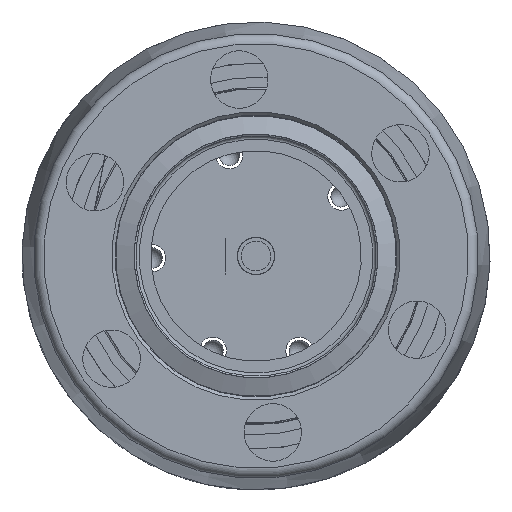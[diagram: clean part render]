
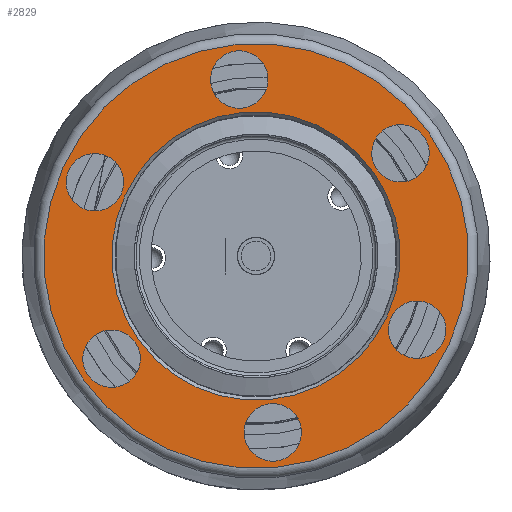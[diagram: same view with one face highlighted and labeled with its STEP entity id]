
A CAD part, front view. The second image highlights one B-rep face of the part: STEP entity #2829.
In plain terms, the highlighted planar face has unit normal (0, -1, 0).
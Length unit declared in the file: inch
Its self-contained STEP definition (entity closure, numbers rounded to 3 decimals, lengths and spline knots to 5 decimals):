
#51 = EDGE_LOOP ( 'NONE', ( #1630 ) ) ;
#70 = EDGE_LOOP ( 'NONE', ( #2178 ) ) ;
#77 = EDGE_LOOP ( 'NONE', ( #4046 ) ) ;
#113 = EDGE_LOOP ( 'NONE', ( #3322 ) ) ;
#126 = EDGE_LOOP ( 'NONE', ( #2747 ) ) ;
#176 = EDGE_LOOP ( 'NONE', ( #3091 ) ) ;
#269 = EDGE_LOOP ( 'NONE', ( #4022 ) ) ;
#310 = CARTESIAN_POINT ( 'NONE',  ( 0.98773, -0.48042, 0.31833 ) ) ;
#505 = FACE_BOUND ( 'NONE', #113, .T. ) ;
#654 = FACE_BOUND ( 'NONE', #5821, .T. ) ;
#733 = DIRECTION ( 'NONE',  ( 0.416, 0., 0.909 ) ) ;
#783 = CARTESIAN_POINT ( 'NONE',  ( 1.46968, -0.48042, 0.0978 ) ) ;
#796 = CIRCLE ( 'NONE', #1947, 0.086 ) ;
#1143 = DIRECTION ( 'NONE',  ( 0., -1., 0. ) ) ;
#1151 = VERTEX_POINT ( 'NONE', #2486 ) ;
#1222 = DIRECTION ( 'NONE',  ( 0.416, 0., 0.909 ) ) ;
#1630 = ORIENTED_EDGE ( 'NONE', *, *, #4717, .T. ) ;
#1661 = CARTESIAN_POINT ( 'NONE',  ( 1.51966, -0.48042, -0.42984 ) ) ;
#1783 = FACE_BOUND ( 'NONE', #70, .T. ) ;
#1816 = CIRCLE ( 'NONE', #1916, 0.635 ) ;
#1916 = AXIS2_PLACEMENT_3D ( 'NONE', #5275, #2361, #5606 ) ;
#1918 = AXIS2_PLACEMENT_3D ( 'NONE', #783, #4475, #1222 ) ;
#1927 = CARTESIAN_POINT ( 'NONE',  ( 1.9874, -0.48042, -0.04452 ) ) ;
#1934 = AXIS2_PLACEMENT_3D ( 'NONE', #5249, #2308, #5578 ) ;
#1938 = AXIS2_PLACEMENT_3D ( 'NONE', #2838, #5892, #3417 ) ;
#1947 = AXIS2_PLACEMENT_3D ( 'NONE', #310, #3916, #733 ) ;
#1956 = AXIS2_PLACEMENT_3D ( 'NONE', #4394, #1143, #4887 ) ;
#1959 = AXIS2_PLACEMENT_3D ( 'NONE', #1661, #5212, #2242 ) ;
#1970 = FACE_BOUND ( 'NONE', #77, .T. ) ;
#1972 = AXIS2_PLACEMENT_3D ( 'NONE', #5526, #2784, #5854 ) ;
#2000 = CIRCLE ( 'NONE', #1934, 0.086 ) ;
#2178 = ORIENTED_EDGE ( 'NONE', *, *, #4683, .F. ) ;
#2242 = DIRECTION ( 'NONE',  ( 0.416, 0., 0.909 ) ) ;
#2308 = DIRECTION ( 'NONE',  ( 0., -1., 0. ) ) ;
#2361 = DIRECTION ( 'NONE',  ( 0., -1., 0. ) ) ;
#2452 = VERTEX_POINT ( 'NONE', #3606 ) ;
#2486 = CARTESIAN_POINT ( 'NONE',  ( 1.55545, -0.48042, -0.35164 ) ) ;
#2518 = CARTESIAN_POINT ( 'NONE',  ( 1.73389, -0.48042, 0.67522 ) ) ;
#2747 = ORIENTED_EDGE ( 'NONE', *, *, #4667, .F. ) ;
#2784 = DIRECTION ( 'NONE',  ( 0., -1., 0. ) ) ;
#2829 = ADVANCED_FACE ( 'NONE', ( #654, #5599, #3462, #3287, #1783, #1970, #505, #5499 ), #4123, .T. ) ;
#2838 = CARTESIAN_POINT ( 'NONE',  ( 1.41969, -0.48042, 0.62544 ) ) ;
#3021 = AXIS2_PLACEMENT_3D ( 'NONE', #3917, #3903, #3881 ) ;
#3047 = CARTESIAN_POINT ( 'NONE',  ( 1.07351, -0.48042, -0.13111 ) ) ;
#3091 = ORIENTED_EDGE ( 'NONE', *, *, #4694, .F. ) ;
#3287 = FACE_BOUND ( 'NONE', #269, .T. ) ;
#3322 = ORIENTED_EDGE ( 'NONE', *, *, #4669, .F. ) ;
#3417 = DIRECTION ( 'NONE',  ( 0.416, 0., 0.909 ) ) ;
#3462 = FACE_BOUND ( 'NONE', #176, .T. ) ;
#3593 = VERTEX_POINT ( 'NONE', #2518 ) ;
#3606 = CARTESIAN_POINT ( 'NONE',  ( 1.02352, -0.48042, 0.39653 ) ) ;
#3648 = CIRCLE ( 'NONE', #1956, 0.086 ) ;
#3758 = VERTEX_POINT ( 'NONE', #4616 ) ;
#3881 = DIRECTION ( 'NONE',  ( 0.416, 0., 0.909 ) ) ;
#3903 = DIRECTION ( 'NONE',  ( 0., -1., 0. ) ) ;
#3916 = DIRECTION ( 'NONE',  ( 0., -1., 0. ) ) ;
#3917 = CARTESIAN_POINT ( 'NONE',  ( 1.46968, -0.48042, 0.0978 ) ) ;
#3946 = ORIENTED_EDGE ( 'NONE', *, *, #4716, .T. ) ;
#4022 = ORIENTED_EDGE ( 'NONE', *, *, #4685, .F. ) ;
#4046 = ORIENTED_EDGE ( 'NONE', *, *, #4675, .F. ) ;
#4069 = VERTEX_POINT ( 'NONE', #1927 ) ;
#4123 = PLANE ( 'NONE',  #3021 ) ;
#4130 = CARTESIAN_POINT ( 'NONE',  ( 1.45547, -0.48042, 0.70364 ) ) ;
#4394 = CARTESIAN_POINT ( 'NONE',  ( 1.03772, -0.48042, -0.20931 ) ) ;
#4439 = CIRCLE ( 'NONE', #1972, 0.086 ) ;
#4475 = DIRECTION ( 'NONE',  ( 0., 1., 0. ) ) ;
#4616 = CARTESIAN_POINT ( 'NONE',  ( 1.93741, -0.48042, 0.48311 ) ) ;
#4667 = EDGE_CURVE ( 'NONE', #4069, #4069, #4439, .T. ) ;
#4669 = EDGE_CURVE ( 'NONE', #1151, #1151, #5823, .T. ) ;
#4675 = EDGE_CURVE ( 'NONE', #5121, #5121, #3648, .T. ) ;
#4683 = EDGE_CURVE ( 'NONE', #2452, #2452, #796, .T. ) ;
#4685 = EDGE_CURVE ( 'NONE', #5886, #5886, #4825, .T. ) ;
#4694 = EDGE_CURVE ( 'NONE', #3758, #3758, #2000, .T. ) ;
#4716 = EDGE_CURVE ( 'NONE', #4903, #4903, #5613, .T. ) ;
#4717 = EDGE_CURVE ( 'NONE', #3593, #3593, #1816, .T. ) ;
#4825 = CIRCLE ( 'NONE', #1938, 0.086 ) ;
#4887 = DIRECTION ( 'NONE',  ( 0.416, 0., 0.909 ) ) ;
#4903 = VERTEX_POINT ( 'NONE', #5370 ) ;
#5121 = VERTEX_POINT ( 'NONE', #3047 ) ;
#5212 = DIRECTION ( 'NONE',  ( 0., -1., 0. ) ) ;
#5249 = CARTESIAN_POINT ( 'NONE',  ( 1.90163, -0.48042, 0.40491 ) ) ;
#5275 = CARTESIAN_POINT ( 'NONE',  ( 1.46968, -0.48042, 0.0978 ) ) ;
#5370 = CARTESIAN_POINT ( 'NONE',  ( 1.64922, -0.48042, 0.49017 ) ) ;
#5499 = FACE_BOUND ( 'NONE', #126, .T. ) ;
#5526 = CARTESIAN_POINT ( 'NONE',  ( 1.95162, -0.48042, -0.12273 ) ) ;
#5578 = DIRECTION ( 'NONE',  ( 0.416, 0., 0.909 ) ) ;
#5599 = FACE_OUTER_BOUND ( 'NONE', #51, .T. ) ;
#5606 = DIRECTION ( 'NONE',  ( 0.416, 0., 0.909 ) ) ;
#5613 = CIRCLE ( 'NONE', #1918, 0.4315 ) ;
#5821 = EDGE_LOOP ( 'NONE', ( #3946 ) ) ;
#5823 = CIRCLE ( 'NONE', #1959, 0.086 ) ;
#5854 = DIRECTION ( 'NONE',  ( 0.416, 0., 0.909 ) ) ;
#5886 = VERTEX_POINT ( 'NONE', #4130 ) ;
#5892 = DIRECTION ( 'NONE',  ( 0., -1., 0. ) ) ;
